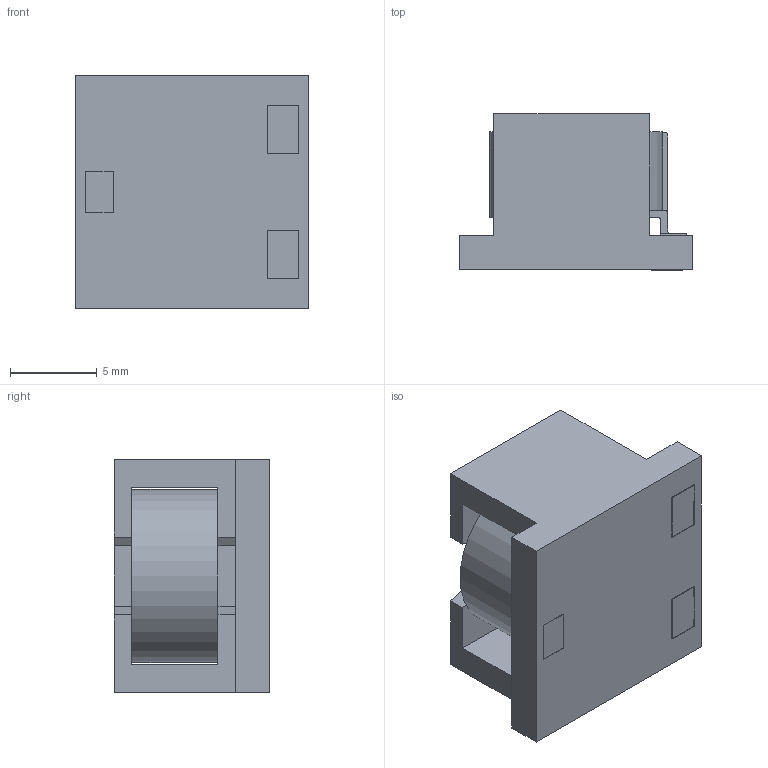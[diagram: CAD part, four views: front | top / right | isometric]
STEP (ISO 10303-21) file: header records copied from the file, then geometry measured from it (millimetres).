
FILE_DESCRIPTION (( 'STEP AP214' ), '1' );
FILE_NAME ('Coilcraft-SER1390.STEP', '2018-12-18T14:45:01', ( '' ), ( '' ), 'SwSTEP 2.0', 'SolidWorks 2018', '' );
FILE_SCHEMA (( 'AUTOMOTIVE_DESIGN' ));
Length unit declared in the file: millimetre
Products named in the file (1): Coilcraft-SER1390
Bounding box: 13.5 x 9 x 13.5 mm (x, y, z)
Volume: 1132.6 mm3; surface area: 1334.3 mm2
Topology: 4 solids, 4 shells, 110 faces, 658 edges, 588 vertices
Faces by surface type: plane 102, cylinder 8
Entity records: 10344 total; most frequent: CARTESIAN_POINT 5071, ORIENTED_EDGE 1316, EDGE_CURVE 658, VERTEX_POINT 588, B_SPLINE_CURVE_WITH_KNOTS 454, DIRECTION 442, LINE 184, VECTOR 184
